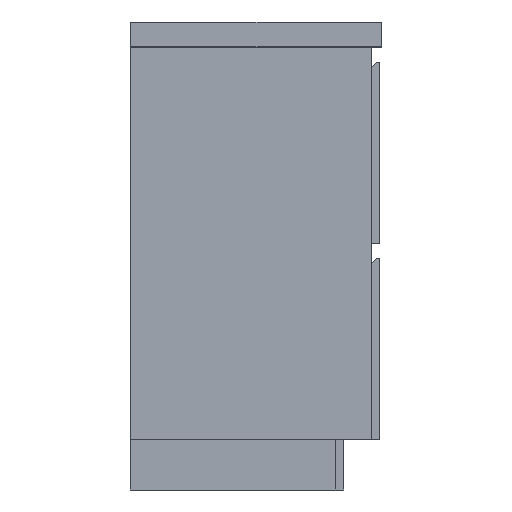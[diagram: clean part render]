
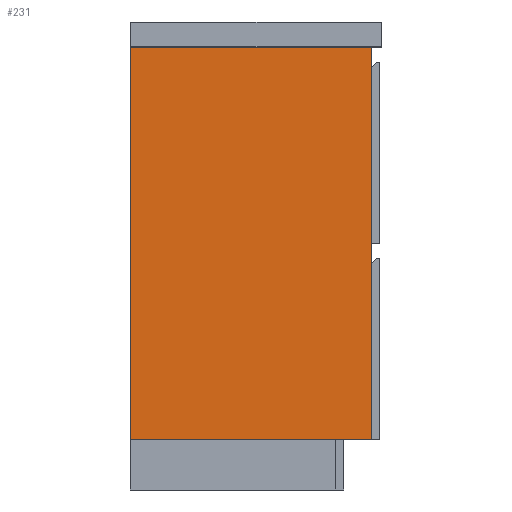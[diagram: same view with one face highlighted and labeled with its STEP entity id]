
A CAD part, left-side view. The second image highlights one B-rep face of the part: STEP entity #231.
In plain terms, the highlighted planar face has unit normal (-1, 0, 0).
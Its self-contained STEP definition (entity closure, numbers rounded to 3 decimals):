
#231=ADVANCED_FACE('',(#315),#1274,.T.);
#315=FACE_OUTER_BOUND('',#399,.T.);
#399=EDGE_LOOP('',(#501,#502,#503,#504));
#501=ORIENTED_EDGE('',*,*,#848,.F.);
#502=ORIENTED_EDGE('',*,*,#835,.T.);
#503=ORIENTED_EDGE('',*,*,#846,.T.);
#504=ORIENTED_EDGE('',*,*,#847,.F.);
#835=EDGE_CURVE('',#1166,#1165,#1010,.T.);
#846=EDGE_CURVE('',#1165,#1173,#1021,.T.);
#847=EDGE_CURVE('',#1174,#1173,#1022,.T.);
#848=EDGE_CURVE('',#1166,#1174,#1023,.T.);
#1010=B_SPLINE_CURVE_WITH_KNOTS('',1,(#1690,#1691),.UNSPECIFIED.,.F.,.F.,
(2,2),(-780.,0.),.UNSPECIFIED.);
#1021=B_SPLINE_CURVE_WITH_KNOTS('',1,(#1712,#1713),.UNSPECIFIED.,.F.,.F.,
(2,2),(-480.,0.),.UNSPECIFIED.);
#1022=B_SPLINE_CURVE_WITH_KNOTS('',1,(#1714,#1715),.UNSPECIFIED.,.F.,.F.,
(2,2),(-780.,0.),.UNSPECIFIED.);
#1023=B_SPLINE_CURVE_WITH_KNOTS('',1,(#1716,#1717),.UNSPECIFIED.,.F.,.F.,
(2,2),(-480.,0.),.UNSPECIFIED.);
#1165=VERTEX_POINT('',#1670);
#1166=VERTEX_POINT('',#1671);
#1173=VERTEX_POINT('',#1678);
#1174=VERTEX_POINT('',#1679);
#1274=PLANE('',#1464);
#1464=AXIS2_PLACEMENT_3D('',#1659,#1559,$);
#1559=DIRECTION('',(-1.,0.,0.));
#1659=CARTESIAN_POINT('',(-744.,-468.,528.));
#1670=CARTESIAN_POINT('',(-744.,390.,480.));
#1671=CARTESIAN_POINT('',(-744.,-390.,480.));
#1678=CARTESIAN_POINT('',(-744.,390.,0.));
#1679=CARTESIAN_POINT('',(-744.,-390.,0.));
#1690=CARTESIAN_POINT('',(-744.,-390.,480.));
#1691=CARTESIAN_POINT('',(-744.,390.,480.));
#1712=CARTESIAN_POINT('',(-744.,390.,480.));
#1713=CARTESIAN_POINT('',(-744.,390.,0.));
#1714=CARTESIAN_POINT('',(-744.,-390.,0.));
#1715=CARTESIAN_POINT('',(-744.,390.,0.));
#1716=CARTESIAN_POINT('',(-744.,-390.,480.));
#1717=CARTESIAN_POINT('',(-744.,-390.,0.));
